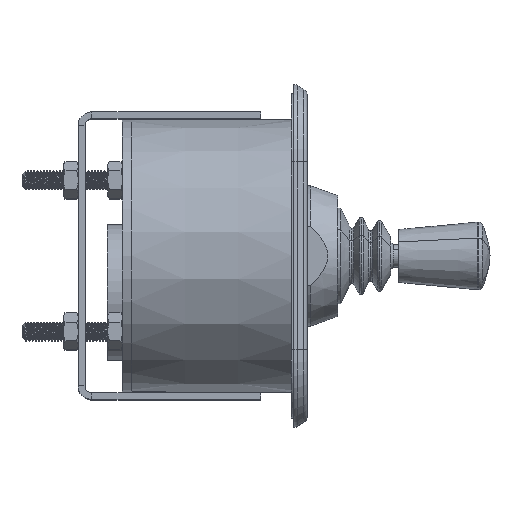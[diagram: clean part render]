
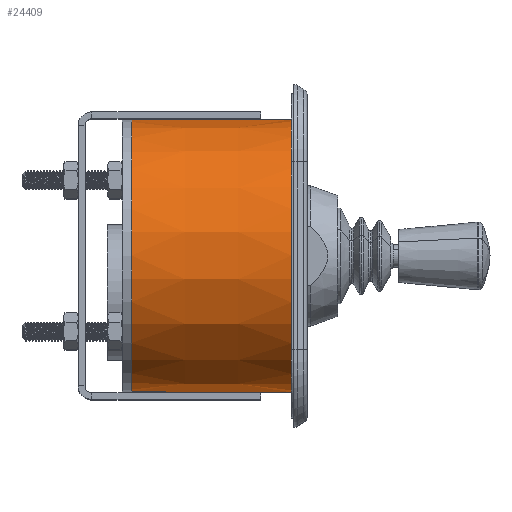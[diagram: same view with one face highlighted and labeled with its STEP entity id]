
A CAD part, top view. The second image highlights one B-rep face of the part: STEP entity #24409.
In plain terms, the highlighted conical face has half-angle 0.25 degrees and reference radius 29.75 mm.
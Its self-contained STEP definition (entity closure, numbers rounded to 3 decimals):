
#24382=AXIS2_PLACEMENT_3D('Cone Axis2P3D',#24379,#24380,#24381) ;
#24386=AXIS2_PLACEMENT_3D('Circle Axis2P3D',#24384,#24385,$) ;
#24400=AXIS2_PLACEMENT_3D('Circle Axis2P3D',#24398,#24399,$) ;
#24348=CARTESIAN_POINT('Vertex',(-0.5,29.903,16.75)) ;
#24364=CARTESIAN_POINT('Vertex',(-35.5,29.75,16.75)) ;
#24367=CARTESIAN_POINT('Line Origine',(-17.5,29.829,16.75)) ;
#24379=CARTESIAN_POINT('Axis2P3D Location',(-35.5,0.,16.75)) ;
#24384=CARTESIAN_POINT('Axis2P3D Location',(-35.5,0.,16.75)) ;
#24388=CARTESIAN_POINT('Vertex',(-35.5,-29.75,16.75)) ;
#24391=CARTESIAN_POINT('Line Origine',(-17.5,-29.829,16.75)) ;
#24395=CARTESIAN_POINT('Vertex',(-0.5,-29.903,16.75)) ;
#24398=CARTESIAN_POINT('Axis2P3D Location',(-0.5,0.,16.75)) ;
#24368=DIRECTION('Vector Direction',(1.,0.004,0.)) ;
#24380=DIRECTION('Axis2P3D Direction',(1.,0.,0.)) ;
#24381=DIRECTION('Axis2P3D XDirection',(0.,1.,0.)) ;
#24385=DIRECTION('Axis2P3D Direction',(1.,0.,0.)) ;
#24392=DIRECTION('Vector Direction',(1.,-0.004,0.)) ;
#24399=DIRECTION('Axis2P3D Direction',(1.,0.,0.)) ;
#24369=VECTOR('Line Direction',#24368,1.) ;
#24393=VECTOR('Line Direction',#24392,1.) ;
#24404=ORIENTED_EDGE('',*,*,#24371,.T.) ;
#24405=ORIENTED_EDGE('',*,*,#24390,.T.) ;
#24406=ORIENTED_EDGE('',*,*,#24397,.F.) ;
#24407=ORIENTED_EDGE('',*,*,#24402,.F.) ;
#24409=ADVANCED_FACE('PartBody',(#24408),#24383,.T.) ;
#24387=CIRCLE('generated circle',#24386,29.75) ;
#24401=CIRCLE('generated circle',#24400,29.903) ;
#24383=CONICAL_SURFACE('Cone',#24382,29.75,0.004) ;
#24371=EDGE_CURVE('',#24349,#24365,#24370,.F.) ;
#24390=EDGE_CURVE('',#24365,#24389,#24387,.T.) ;
#24397=EDGE_CURVE('',#24396,#24389,#24394,.F.) ;
#24402=EDGE_CURVE('',#24349,#24396,#24401,.T.) ;
#24403=EDGE_LOOP('',(#24404,#24405,#24406,#24407)) ;
#24408=FACE_OUTER_BOUND('',#24403,.T.) ;
#24370=LINE('Line',#24367,#24369) ;
#24394=LINE('Line',#24391,#24393) ;
#24349=VERTEX_POINT('',#24348) ;
#24365=VERTEX_POINT('',#24364) ;
#24389=VERTEX_POINT('',#24388) ;
#24396=VERTEX_POINT('',#24395) ;
